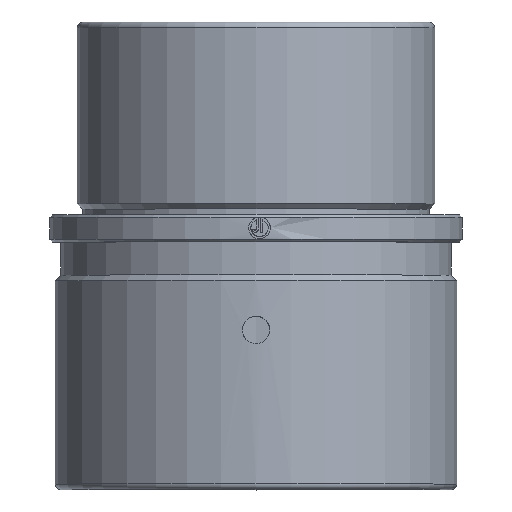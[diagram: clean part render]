
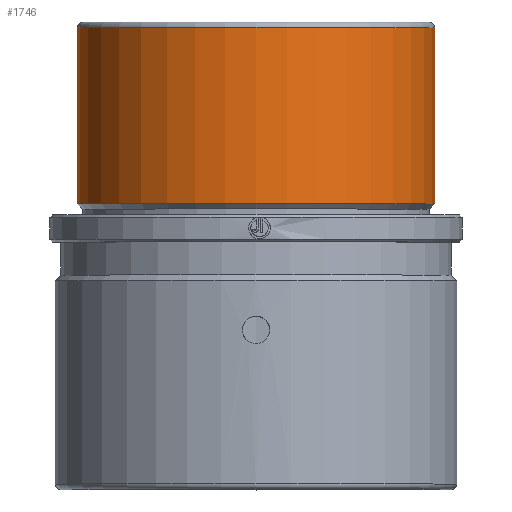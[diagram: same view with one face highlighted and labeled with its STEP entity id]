
A CAD part, top view. The second image highlights one B-rep face of the part: STEP entity #1746.
In plain terms, the highlighted cylindrical face has radius 32.5 mm (diameter 65 mm), a partial arc.
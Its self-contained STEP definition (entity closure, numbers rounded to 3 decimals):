
#378 = EDGE_LOOP ( 'NONE', ( #6782, #1070, #7234, #5517 ) ) ;
#626 = LINE ( 'NONE', #7918, #5600 ) ;
#1070 = ORIENTED_EDGE ( 'NONE', *, *, #5748, .T. ) ;
#1178 = DIRECTION ( 'NONE',  ( 0., 1., 0. ) ) ;
#1670 = DIRECTION ( 'NONE',  ( -1., 0., 0. ) ) ;
#1746 = ADVANCED_FACE ( 'NONE', ( #2033 ), #8004, .T. ) ;
#2033 = FACE_OUTER_BOUND ( 'NONE', #378, .T. ) ;
#2533 = AXIS2_PLACEMENT_3D ( 'NONE', #4233, #4880, #1670 ) ;
#2825 = DIRECTION ( 'NONE',  ( 0., 1., 0. ) ) ;
#2870 = CARTESIAN_POINT ( 'NONE',  ( 0., 0., 0. ) ) ;
#3231 = EDGE_CURVE ( 'NONE', #6851, #8118, #5376, .T. ) ;
#3305 = VECTOR ( 'NONE', #3964, 1000. ) ;
#3379 = CIRCLE ( 'NONE', #8319, 32.5 ) ;
#3621 = CARTESIAN_POINT ( 'NONE',  ( -32.5, 9.5, 0. ) ) ;
#3891 = CARTESIAN_POINT ( 'NONE',  ( 32.5, 41.5, 0. ) ) ;
#3964 = DIRECTION ( 'NONE',  ( 0., 1., 0. ) ) ;
#4233 = CARTESIAN_POINT ( 'NONE',  ( 0., 9.5, 0. ) ) ;
#4268 = VERTEX_POINT ( 'NONE', #3891 ) ;
#4312 = DIRECTION ( 'NONE',  ( -1., 0., 0. ) ) ;
#4705 = EDGE_CURVE ( 'NONE', #6851, #7976, #626, .T. ) ;
#4880 = DIRECTION ( 'NONE',  ( 0., 1., 0. ) ) ;
#5045 = LINE ( 'NONE', #5212, #3305 ) ;
#5212 = CARTESIAN_POINT ( 'NONE',  ( 32.5, 0., 0. ) ) ;
#5376 = CIRCLE ( 'NONE', #2533, 32.5 ) ;
#5517 = ORIENTED_EDGE ( 'NONE', *, *, #4705, .F. ) ;
#5600 = VECTOR ( 'NONE', #2825, 1000. ) ;
#5748 = EDGE_CURVE ( 'NONE', #8118, #4268, #5045, .T. ) ;
#5971 = AXIS2_PLACEMENT_3D ( 'NONE', #2870, #8157, #4312 ) ;
#6363 = DIRECTION ( 'NONE',  ( -1., 0., 0. ) ) ;
#6462 = CARTESIAN_POINT ( 'NONE',  ( 32.5, 9.5, 0. ) ) ;
#6782 = ORIENTED_EDGE ( 'NONE', *, *, #3231, .T. ) ;
#6851 = VERTEX_POINT ( 'NONE', #3621 ) ;
#7011 = CARTESIAN_POINT ( 'NONE',  ( -32.5, 41.5, 0. ) ) ;
#7234 = ORIENTED_EDGE ( 'NONE', *, *, #7875, .F. ) ;
#7875 = EDGE_CURVE ( 'NONE', #7976, #4268, #3379, .T. ) ;
#7918 = CARTESIAN_POINT ( 'NONE',  ( -32.5, 0., 0. ) ) ;
#7976 = VERTEX_POINT ( 'NONE', #7011 ) ;
#8004 = CYLINDRICAL_SURFACE ( 'NONE', #5971, 32.5 ) ;
#8118 = VERTEX_POINT ( 'NONE', #6462 ) ;
#8157 = DIRECTION ( 'NONE',  ( 0., 1., 0. ) ) ;
#8293 = CARTESIAN_POINT ( 'NONE',  ( 0., 41.5, 0. ) ) ;
#8319 = AXIS2_PLACEMENT_3D ( 'NONE', #8293, #1178, #6363 ) ;
